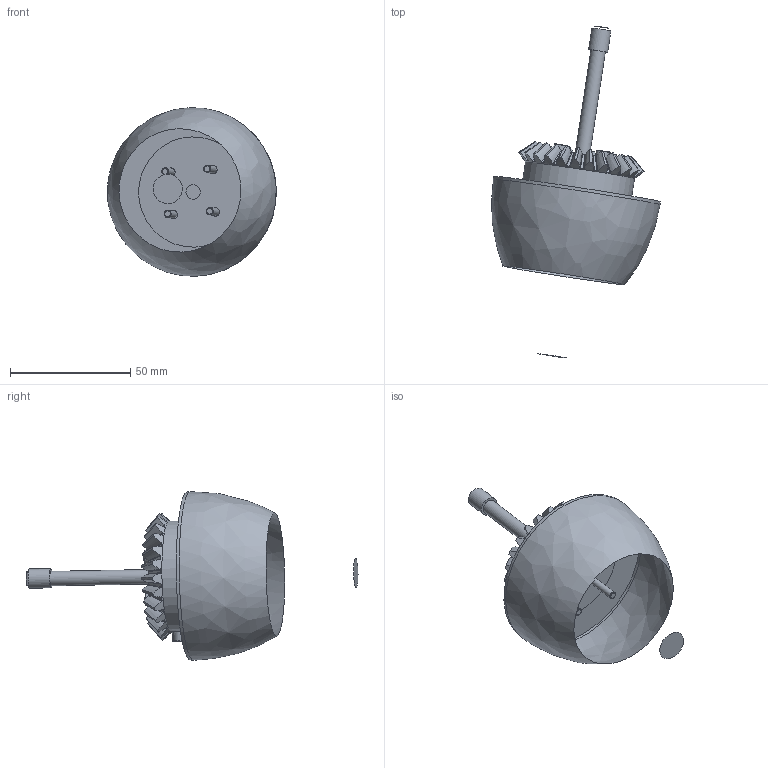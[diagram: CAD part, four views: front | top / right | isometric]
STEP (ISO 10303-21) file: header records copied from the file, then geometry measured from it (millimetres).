
FILE_DESCRIPTION(/* description */ (''),/* implementation_level */ '2;1');
FILE_NAME(/* name */ 'czlon1_ipt_9ed4ef76.STEP',/* time_stamp */ '2022-06-05T10:39:11+02:00',/* author */ ('pc'),/* organization */ (''),/* preprocessor_version */ 'ST-DEVELOPER v18.1',/* originating_system */ 'Autodesk Inventor 2021',/* authorisation */ '');
FILE_SCHEMA (('AUTOMOTIVE_DESIGN { 1 0 10303 214 3 1 1 }'));
Length unit declared in the file: inch
Products named in the file (1): czlon1
Bounding box: 70.1 x 137.79 x 69.97 mm (x, y, z)
Volume: 174076.8 mm3; surface area: 26664.7 mm2
Topology: 8 solids, 8 shells, 280 faces, 783 edges, 523 vertices
Faces by surface type: bspline 126, plane 83, cone 39, cylinder 22, torus 10
Full cylindrical faces by diameter (mm): 3 x4, 3.5 x4, 3.7 x1, 4 x3, 5.5 x4, 6 x2, 7 x1, 8 x1, 45.798 x1, 70 x1
Entity records: 11013 total; most frequent: CARTESIAN_POINT 4136, ORIENTED_EDGE 1556, DIRECTION 1133, EDGE_CURVE 778, VERTEX_POINT 523, AXIS2_PLACEMENT_3D 412, LINE 309, VECTOR 309
